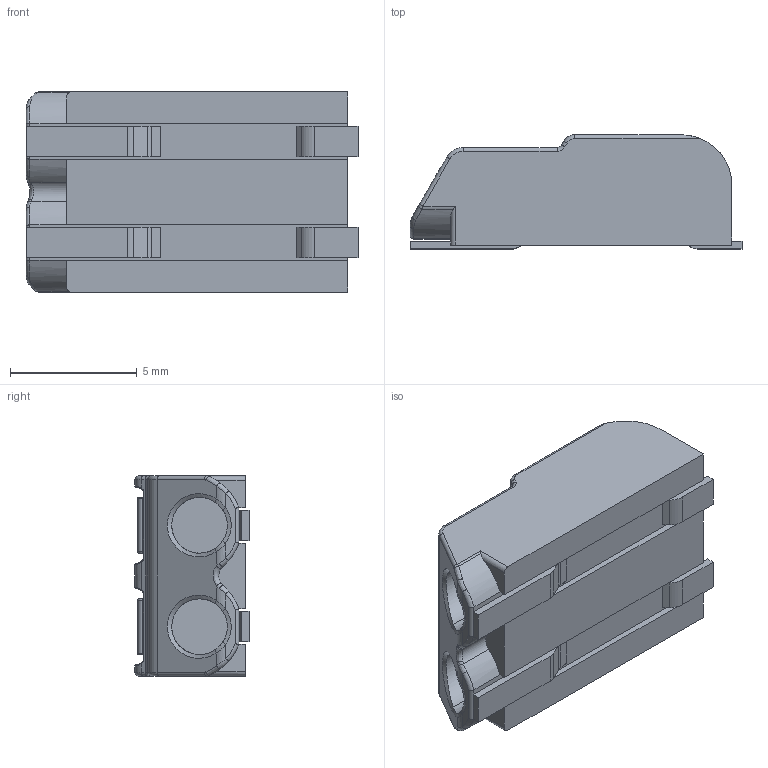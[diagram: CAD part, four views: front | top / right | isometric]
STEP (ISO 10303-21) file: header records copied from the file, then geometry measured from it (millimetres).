
FILE_DESCRIPTION (( 'STEP AP214' ), '1' );
FILE_NAME ('2060-452_998-404.STEP', '2025-03-12T07:10:02', ( 'LENOVO' ), ( '' ), 'SwSTEP 2.0', 'SolidWorks 2021', '' );
FILE_SCHEMA (( 'AUTOMOTIVE_DESIGN' ));
Length unit declared in the file: millimetre
Products named in the file (2): 2060-452_998-404_Ass; 2060-452_998-404_2060-452_998-404
Assembly tree (1 placements, depth 2):
  2060-452_998-404_Ass
    2060-452_998-404_2060-452_998-404
Bounding box: 13.1 x 4.5 x 7.9 mm (x, y, z)
Volume: 293.2 mm3; surface area: 580.2 mm2
Topology: 5 solids, 5 shells, 361 faces, 879 edges, 526 vertices
Faces by surface type: cylinder 147, plane 129, torus 50, bspline 29, sphere 4, cone 2
Entity records: 11591 total; most frequent: CARTESIAN_POINT 3303, ORIENTED_EDGE 1750, DIRECTION 1702, EDGE_CURVE 875, AXIS2_PLACEMENT_3D 619, VERTEX_POINT 526, LINE 464, VECTOR 464
